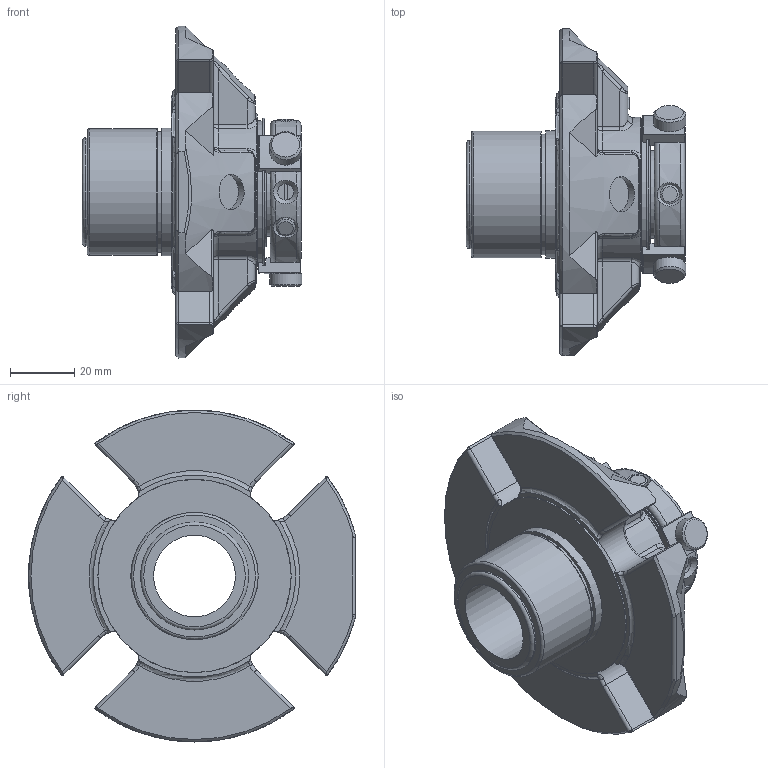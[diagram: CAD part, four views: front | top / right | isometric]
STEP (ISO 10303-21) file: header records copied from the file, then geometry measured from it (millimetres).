
FILE_DESCRIPTION(/* description */ ('Unknown'),/* implementation_level */ '2;1');
FILE_NAME(/* name */ '1.000',/* time_stamp */ '2023-02-14T14:44:20+00:00',/* author */ ('Unknown'),/* organization */ ('Unknown'),/* preprocessor_version */ 'ST-DEVELOPER v16.7',/* originating_system */ 'Solid Edge',/* authorisation */ 'Unknown');
FILE_SCHEMA (('AUTOMOTIVE_DESIGN {1 0 10303 214 3 1 1}'));
Length unit declared in the file: millimetre
Products named in the file (1): 1.000
Bounding box: 68.2 x 101.56 x 103.12 mm (x, y, z)
Volume: 141809.4 mm3; surface area: 38386.2 mm2
Topology: 1 solids, 1 shells, 581 faces, 1516 edges, 963 vertices
Faces by surface type: plane 218, cylinder 152, bspline 74, torus 70, cone 36, sphere 31
Full cylindrical faces by diameter (mm): 2.821 x1, 5 x2, 6 x6, 10 x3, 10.998 x3, 25.4 x1, 27.381 x1, 33.579 x1, 33.909 x1, 37.567 x1, 39.37 x1, 39.599 x2, 44.399 x1, 45.923 x1, 60 x1
Entity records: 24138 total; most frequent: CARTESIAN_POINT 6882, ORIENTED_EDGE 2846, DIRECTION 2540, EDGE_CURVE 1423, AXIS2_PLACEMENT_3D 1013, VERTEX_POINT 925, EDGE_LOOP 678, FACE_BOUND 678
